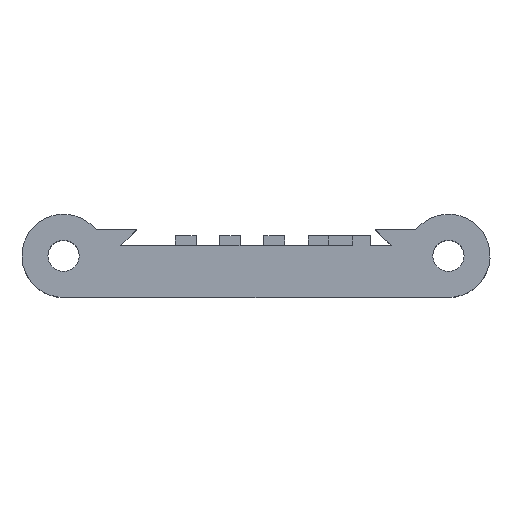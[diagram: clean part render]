
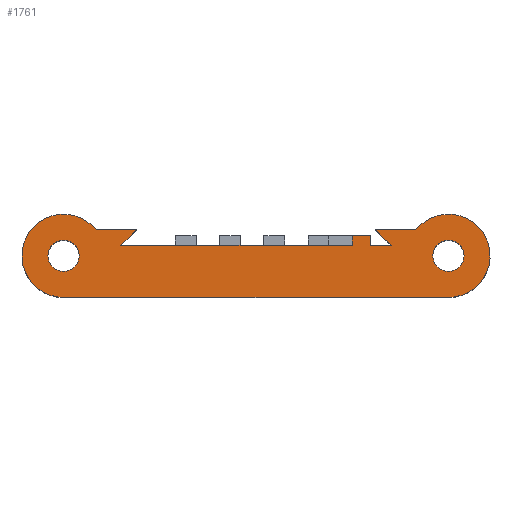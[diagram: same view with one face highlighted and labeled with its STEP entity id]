
A CAD part, top view. The second image highlights one B-rep face of the part: STEP entity #1761.
In plain terms, the highlighted planar face has unit normal (0, 0, 1).
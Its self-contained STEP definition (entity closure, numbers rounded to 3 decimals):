
#17=FACE_BOUND('',#261,.T.);
#18=FACE_BOUND('',#262,.T.);
#87=PLANE('',#1908);
#170=FACE_OUTER_BOUND('',#260,.T.);
#260=EDGE_LOOP('',(#1525,#1526,#1527,#1528,#1529,#1530,#1531,#1532,#1533,
#1534,#1535,#1536));
#261=EDGE_LOOP('',(#1537,#1538));
#262=EDGE_LOOP('',(#1539,#1540));
#330=CIRCLE('',#1909,8.);
#331=CIRCLE('',#1910,8.);
#332=CIRCLE('',#1911,3.);
#333=CIRCLE('',#1912,3.);
#334=CIRCLE('',#1913,3.);
#335=CIRCLE('',#1914,3.);
#388=LINE('',#2636,#582);
#469=LINE('',#2804,#663);
#471=LINE('',#2809,#665);
#473=LINE('',#2812,#667);
#501=LINE('',#2868,#695);
#502=LINE('',#2869,#696);
#504=LINE('',#2873,#698);
#507=LINE('',#2879,#701);
#508=LINE('',#2883,#702);
#509=LINE('',#2886,#703);
#582=VECTOR('',#2101,10.);
#663=VECTOR('',#2256,10.);
#665=VECTOR('',#2260,10.);
#667=VECTOR('',#2264,10.);
#695=VECTOR('',#2312,10.);
#696=VECTOR('',#2313,10.);
#698=VECTOR('',#2317,10.);
#701=VECTOR('',#2322,10.);
#702=VECTOR('',#2325,10.);
#703=VECTOR('',#2328,10.);
#801=VERTEX_POINT('',#2633);
#802=VERTEX_POINT('',#2635);
#851=VERTEX_POINT('',#2800);
#852=VERTEX_POINT('',#2802);
#853=VERTEX_POINT('',#2806);
#854=VERTEX_POINT('',#2808);
#872=VERTEX_POINT('',#2866);
#873=VERTEX_POINT('',#2872);
#875=VERTEX_POINT('',#2878);
#876=VERTEX_POINT('',#2880);
#877=VERTEX_POINT('',#2882);
#878=VERTEX_POINT('',#2884);
#879=VERTEX_POINT('',#2887);
#880=VERTEX_POINT('',#2888);
#881=VERTEX_POINT('',#2891);
#882=VERTEX_POINT('',#2892);
#988=EDGE_CURVE('',#802,#801,#388,.T.);
#1071=EDGE_CURVE('',#851,#852,#469,.T.);
#1073=EDGE_CURVE('',#853,#854,#471,.T.);
#1075=EDGE_CURVE('',#854,#852,#473,.T.);
#1103=EDGE_CURVE('',#853,#872,#501,.T.);
#1104=EDGE_CURVE('',#801,#851,#502,.T.);
#1106=EDGE_CURVE('',#872,#873,#504,.T.);
#1109=EDGE_CURVE('',#873,#875,#507,.T.);
#1110=EDGE_CURVE('',#875,#876,#330,.T.);
#1111=EDGE_CURVE('',#876,#877,#508,.T.);
#1112=EDGE_CURVE('',#877,#878,#331,.T.);
#1113=EDGE_CURVE('',#878,#802,#509,.T.);
#1114=EDGE_CURVE('',#879,#880,#332,.T.);
#1115=EDGE_CURVE('',#880,#879,#333,.T.);
#1116=EDGE_CURVE('',#881,#882,#334,.T.);
#1117=EDGE_CURVE('',#882,#881,#335,.T.);
#1525=ORIENTED_EDGE('',*,*,#988,.T.);
#1526=ORIENTED_EDGE('',*,*,#1104,.T.);
#1527=ORIENTED_EDGE('',*,*,#1071,.T.);
#1528=ORIENTED_EDGE('',*,*,#1075,.F.);
#1529=ORIENTED_EDGE('',*,*,#1073,.F.);
#1530=ORIENTED_EDGE('',*,*,#1103,.T.);
#1531=ORIENTED_EDGE('',*,*,#1106,.T.);
#1532=ORIENTED_EDGE('',*,*,#1109,.T.);
#1533=ORIENTED_EDGE('',*,*,#1110,.T.);
#1534=ORIENTED_EDGE('',*,*,#1111,.T.);
#1535=ORIENTED_EDGE('',*,*,#1112,.T.);
#1536=ORIENTED_EDGE('',*,*,#1113,.T.);
#1537=ORIENTED_EDGE('',*,*,#1114,.T.);
#1538=ORIENTED_EDGE('',*,*,#1115,.T.);
#1539=ORIENTED_EDGE('',*,*,#1116,.T.);
#1540=ORIENTED_EDGE('',*,*,#1117,.T.);
#1761=ADVANCED_FACE('',(#170,#17,#18),#87,.T.);
#1908=AXIS2_PLACEMENT_3D('',#2877,#2320,#2321);
#1909=AXIS2_PLACEMENT_3D('',#2881,#2323,#2324);
#1910=AXIS2_PLACEMENT_3D('',#2885,#2326,#2327);
#1911=AXIS2_PLACEMENT_3D('',#2889,#2329,#2330);
#1912=AXIS2_PLACEMENT_3D('',#2890,#2331,#2332);
#1913=AXIS2_PLACEMENT_3D('',#2893,#2333,#2334);
#1914=AXIS2_PLACEMENT_3D('',#2894,#2335,#2336);
#2101=DIRECTION('',(0.707,-0.707,0.));
#2256=DIRECTION('',(0.,1.,0.));
#2260=DIRECTION('',(0.,1.,0.));
#2264=DIRECTION('',(1.,0.,0.));
#2312=DIRECTION('',(-1.,0.,0.));
#2313=DIRECTION('',(-1.,0.,0.));
#2317=DIRECTION('',(0.707,0.707,0.));
#2320=DIRECTION('center_axis',(0.,0.,1.));
#2321=DIRECTION('ref_axis',(1.,0.,0.));
#2322=DIRECTION('',(-1.,0.,0.));
#2323=DIRECTION('center_axis',(0.,0.,1.));
#2324=DIRECTION('ref_axis',(1.,0.,0.));
#2325=DIRECTION('',(1.,0.,0.));
#2326=DIRECTION('center_axis',(0.,0.,1.));
#2327=DIRECTION('ref_axis',(1.,0.,0.));
#2328=DIRECTION('',(-1.,0.,0.));
#2329=DIRECTION('center_axis',(0.,0.,-1.));
#2330=DIRECTION('ref_axis',(1.,0.,0.));
#2331=DIRECTION('center_axis',(0.,0.,-1.));
#2332=DIRECTION('ref_axis',(1.,0.,0.));
#2333=DIRECTION('center_axis',(0.,0.,-1.));
#2334=DIRECTION('ref_axis',(1.,0.,0.));
#2335=DIRECTION('center_axis',(0.,0.,-1.));
#2336=DIRECTION('ref_axis',(1.,0.,0.));
#2633=CARTESIAN_POINT('',(-11.,2.,30.));
#2635=CARTESIAN_POINT('',(-14.,5.,30.));
#2636=CARTESIAN_POINT('',(-18.5,9.5,30.));
#2800=CARTESIAN_POINT('',(-15.045,2.,30.));
#2802=CARTESIAN_POINT('',(-15.045,3.9,30.));
#2804=CARTESIAN_POINT('',(-15.045,2.,30.));
#2806=CARTESIAN_POINT('',(-18.5,2.,30.));
#2808=CARTESIAN_POINT('',(-18.5,3.9,30.));
#2809=CARTESIAN_POINT('',(-18.5,2.,30.));
#2812=CARTESIAN_POINT('',(-63.,3.9,30.));
#2866=CARTESIAN_POINT('',(-63.,2.,30.));
#2868=CARTESIAN_POINT('',(-24.,2.,30.));
#2869=CARTESIAN_POINT('',(-24.,2.,30.));
#2872=CARTESIAN_POINT('',(-60.,5.,30.));
#2873=CARTESIAN_POINT('',(-57.,8.,30.));
#2877=CARTESIAN_POINT('Origin',(-37.,0.,30.));
#2878=CARTESIAN_POINT('',(-67.755,5.,30.));
#2879=CARTESIAN_POINT('',(0.,5.,30.));
#2880=CARTESIAN_POINT('',(-74.,-8.,30.));
#2881=CARTESIAN_POINT('Origin',(-74.,0.,30.));
#2882=CARTESIAN_POINT('',(0.,-8.,30.));
#2883=CARTESIAN_POINT('',(-74.,-8.,30.));
#2884=CARTESIAN_POINT('',(-6.245,5.,30.));
#2885=CARTESIAN_POINT('Origin',(0.,0.,30.));
#2886=CARTESIAN_POINT('',(0.,5.,30.));
#2887=CARTESIAN_POINT('',(3.,0.,30.));
#2888=CARTESIAN_POINT('',(-3.,0.,30.));
#2889=CARTESIAN_POINT('Origin',(0.,0.,30.));
#2890=CARTESIAN_POINT('Origin',(0.,0.,30.));
#2891=CARTESIAN_POINT('',(-71.,0.,30.));
#2892=CARTESIAN_POINT('',(-77.,0.,30.));
#2893=CARTESIAN_POINT('Origin',(-74.,0.,30.));
#2894=CARTESIAN_POINT('Origin',(-74.,0.,30.));
